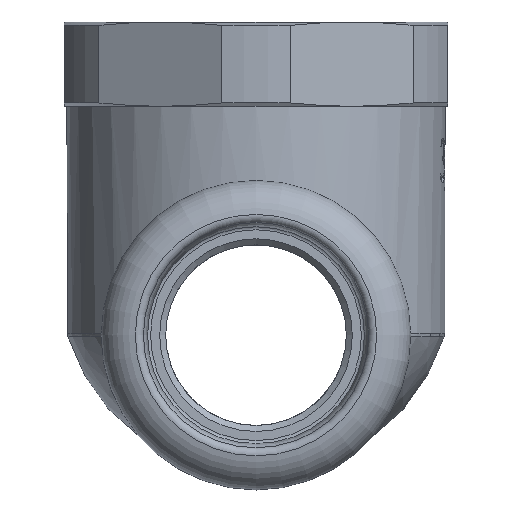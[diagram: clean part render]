
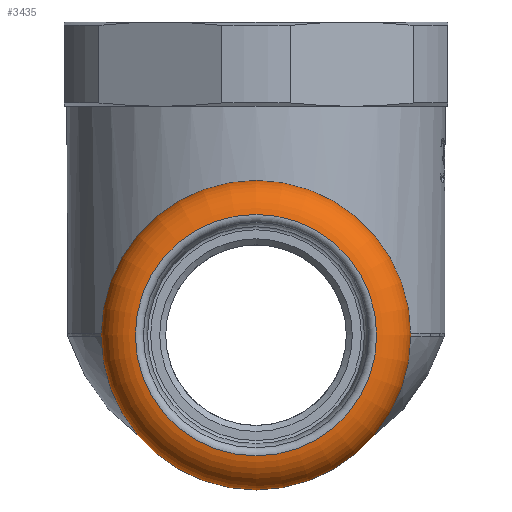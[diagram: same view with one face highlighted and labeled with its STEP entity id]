
A CAD part, left-side view. The second image highlights one B-rep face of the part: STEP entity #3435.
In plain terms, the highlighted toroidal (fillet/blend) face has major radius 9.631 mm and minor radius 3.224 mm.
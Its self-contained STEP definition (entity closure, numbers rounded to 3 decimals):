
#805=FACE_OUTER_BOUND('',#1016,.T.);
#1016=EDGE_LOOP('',(#2326,#2327,#2328,#2329,#2330,#2331));
#1253=CIRCLE('',#3681,10.023);
#1254=CIRCLE('',#3682,10.023);
#1255=CIRCLE('',#3683,3.224);
#1256=CIRCLE('',#3684,10.717);
#1257=CIRCLE('',#3685,10.717);
#1399=VERTEX_POINT('',#4694);
#1400=VERTEX_POINT('',#4695);
#1401=VERTEX_POINT('',#4698);
#1402=VERTEX_POINT('',#4700);
#1762=EDGE_CURVE('',#1399,#1400,#1253,.T.);
#1763=EDGE_CURVE('',#1400,#1399,#1254,.T.);
#1764=EDGE_CURVE('',#1400,#1401,#1255,.T.);
#1765=EDGE_CURVE('',#1402,#1401,#1256,.T.);
#1766=EDGE_CURVE('',#1401,#1402,#1257,.T.);
#2326=ORIENTED_EDGE('',*,*,#1762,.F.);
#2327=ORIENTED_EDGE('',*,*,#1763,.F.);
#2328=ORIENTED_EDGE('',*,*,#1764,.T.);
#2329=ORIENTED_EDGE('',*,*,#1765,.F.);
#2330=ORIENTED_EDGE('',*,*,#1766,.F.);
#2331=ORIENTED_EDGE('',*,*,#1764,.F.);
#3416=TOROIDAL_SURFACE('',#3680,9.631,3.224);
#3435=ADVANCED_FACE('',(#805),#3416,.T.);
#3680=AXIS2_PLACEMENT_3D('',#4693,#3978,#3979);
#3681=AXIS2_PLACEMENT_3D('',#4696,#3980,#3981);
#3682=AXIS2_PLACEMENT_3D('',#4697,#3982,#3983);
#3683=AXIS2_PLACEMENT_3D('',#4699,#3984,#3985);
#3684=AXIS2_PLACEMENT_3D('',#4701,#3986,#3987);
#3685=AXIS2_PLACEMENT_3D('',#4702,#3988,#3989);
#3978=DIRECTION('center_axis',(-1.,0.,0.));
#3979=DIRECTION('ref_axis',(0.,0.,1.));
#3980=DIRECTION('center_axis',(-1.,0.,0.));
#3981=DIRECTION('ref_axis',(0.,0.,1.));
#3982=DIRECTION('center_axis',(-1.,0.,0.));
#3983=DIRECTION('ref_axis',(0.,0.,1.));
#3984=DIRECTION('center_axis',(0.,-1.,0.));
#3985=DIRECTION('ref_axis',(0.,0.,-1.));
#3986=DIRECTION('center_axis',(1.,0.,0.));
#3987=DIRECTION('ref_axis',(0.,0.,1.));
#3988=DIRECTION('center_axis',(1.,0.,0.));
#3989=DIRECTION('ref_axis',(0.,0.,1.));
#4693=CARTESIAN_POINT('Origin',(-35.296,0.,0.));
#4694=CARTESIAN_POINT('',(-38.496,0.,10.023));
#4695=CARTESIAN_POINT('',(-38.496,0.,-10.023));
#4696=CARTESIAN_POINT('Origin',(-38.496,0.,0.));
#4697=CARTESIAN_POINT('Origin',(-38.496,0.,0.));
#4698=CARTESIAN_POINT('',(-32.261,0.,-10.717));
#4699=CARTESIAN_POINT('Origin',(-35.296,0.,
-9.631));
#4700=CARTESIAN_POINT('',(-32.261,0.,10.717));
#4701=CARTESIAN_POINT('Origin',(-32.261,0.,0.));
#4702=CARTESIAN_POINT('Origin',(-32.261,0.,0.));
